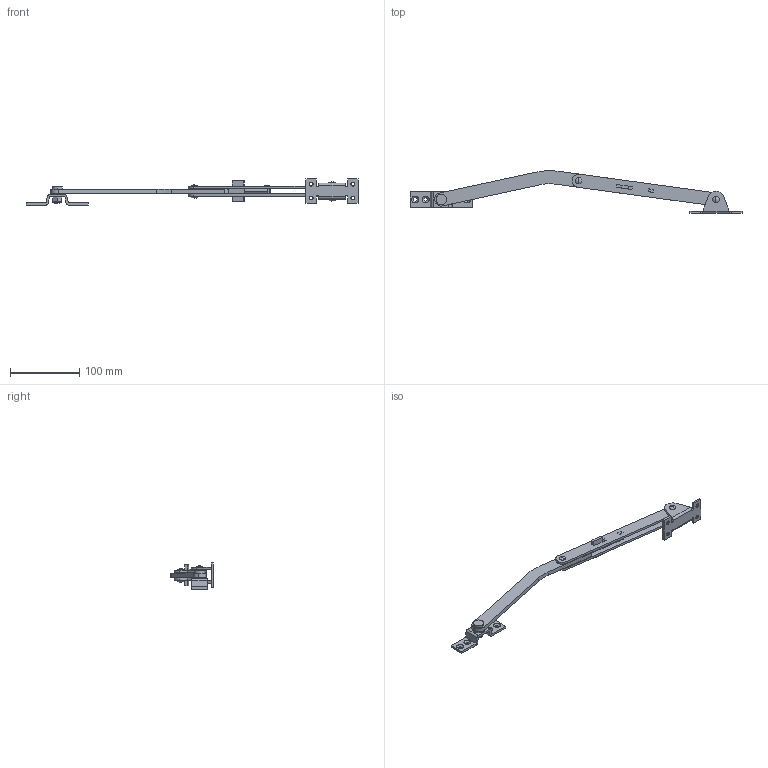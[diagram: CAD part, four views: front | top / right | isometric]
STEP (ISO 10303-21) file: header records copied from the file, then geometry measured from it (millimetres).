
FILE_DESCRIPTION (( 'STEP AP203' ), '1' );
FILE_NAME ('B-450-0.STEP', '2011-10-11T06:12:02', ( '' ), ( '' ), 'SwSTEP 2.0', 'SolidWorks 2011', '' );
FILE_SCHEMA (( 'CONFIG_CONTROL_DESIGN' ));
Length unit declared in the file: millimetre
Products named in the file (15): B-450-0; B-450-0ナット_; B-450-0M10平座金_; B-450-0M8平座金_; B-450-0僗僾儕儞僌働乕僗_; B-450-0固定板_; B-450-0ストッパー_; B-450-0僔儍僼僩(2)_; B-450-0僔儍僼僩(1)__B; B-450-0僔儍僼僩(1)__A; B-450-0取付座(2)_; B-450-0取付座(1)_; B-450-0カラー_; B-450-0傾乕儉(1)_; B-450-0傾乕儉(2)_
Assembly tree (18 placements, depth 2):
  B-450-0
    B-450-0傾乕儉(2)_
    B-450-0ナット_
    B-450-0M10平座金_
    B-450-0M8平座金_  x4
    B-450-0僗僾儕儞僌働乕僗_
    B-450-0固定板_
    B-450-0僔儍僼僩(2)_
    B-450-0僔儍僼僩(1)__A
    B-450-0ストッパー_
    B-450-0取付座(2)_
    B-450-0取付座(1)_
    B-450-0僔儍僼僩(1)__B
    B-450-0カラー_
    B-450-0傾乕儉(1)_  x2
Bounding box: 478.81 x 61.69 x 37.5 mm (x, y, z)
Volume: 80455.2 mm3; surface area: 55727 mm2
Topology: 18 solids, 18 shells, 307 faces, 753 edges, 486 vertices
Faces by surface type: plane 150, cylinder 123, cone 22, sphere 8, torus 4
Entity records: 9871 total; most frequent: CARTESIAN_POINT 1485, DIRECTION 1468, ORIENTED_EDGE 1332, EDGE_CURVE 666, AXIS2_PLACEMENT_3D 535, VERTEX_POINT 428, VECTOR 398, LINE 398
